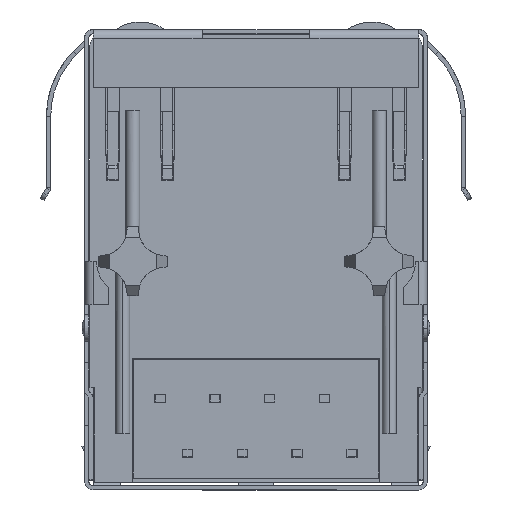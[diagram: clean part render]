
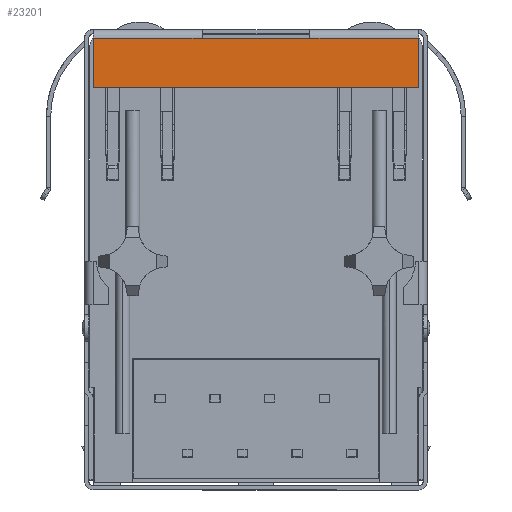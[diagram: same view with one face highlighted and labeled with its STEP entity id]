
A CAD part, front view. The second image highlights one B-rep face of the part: STEP entity #23201.
In plain terms, the highlighted planar face has unit normal (0, -1, 0).
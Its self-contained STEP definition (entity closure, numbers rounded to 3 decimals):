
#486 = VERTEX_POINT ( 'NONE', #11307 ) ;
#1568 = AXIS2_PLACEMENT_3D ( 'NONE', #43633, #36448, #32896 ) ;
#1585 = DIRECTION ( 'NONE',  ( 1., 0., 0. ) ) ;
#4313 = CARTESIAN_POINT ( 'NONE',  ( -40.474, -1.825, 9.925 ) ) ;
#5561 = DIRECTION ( 'NONE',  ( 0., 0., -1. ) ) ;
#5775 = LINE ( 'NONE', #25008, #43033 ) ;
#6106 = VERTEX_POINT ( 'NONE', #4313 ) ;
#7005 = FACE_OUTER_BOUND ( 'NONE', #7744, .T. ) ;
#7744 = EDGE_LOOP ( 'NONE', ( #22699, #34659, #24819, #20071, #10051, #22310 ) ) ;
#8710 = DIRECTION ( 'NONE',  ( 1., 0., 0. ) ) ;
#9640 = EDGE_CURVE ( 'NONE', #6106, #23703, #33778, .T. ) ;
#10051 = ORIENTED_EDGE ( 'NONE', *, *, #36904, .F. ) ;
#11307 = CARTESIAN_POINT ( 'NONE',  ( -35.424, -1.825, 9.925 ) ) ;
#14035 = CARTESIAN_POINT ( 'NONE',  ( -25.374, -1.825, 9.925 ) ) ;
#15257 = CARTESIAN_POINT ( 'NONE',  ( -25.374, -1.825, 10.325 ) ) ;
#15620 = VECTOR ( 'NONE', #28453, 1000. ) ;
#17643 = PLANE ( 'NONE',  #1568 ) ;
#20071 = ORIENTED_EDGE ( 'NONE', *, *, #39908, .T. ) ;
#21381 = LINE ( 'NONE', #38506, #46950 ) ;
#22310 = ORIENTED_EDGE ( 'NONE', *, *, #40660, .T. ) ;
#22699 = ORIENTED_EDGE ( 'NONE', *, *, #27801, .F. ) ;
#23201 = ADVANCED_FACE ( 'NONE', ( #7005 ), #17643, .T. ) ;
#23569 = VERTEX_POINT ( 'NONE', #27553 ) ;
#23703 = VERTEX_POINT ( 'NONE', #46998 ) ;
#23825 = DIRECTION ( 'NONE',  ( 0., 0., 1. ) ) ;
#24819 = ORIENTED_EDGE ( 'NONE', *, *, #35478, .T. ) ;
#25008 = CARTESIAN_POINT ( 'NONE',  ( -40.474, -1.825, 9.925 ) ) ;
#25697 = VECTOR ( 'NONE', #5561, 1000. ) ;
#26972 = LINE ( 'NONE', #46166, #35582 ) ;
#27553 = CARTESIAN_POINT ( 'NONE',  ( -30.424, -1.825, 9.925 ) ) ;
#27801 = EDGE_CURVE ( 'NONE', #6106, #486, #26972, .T. ) ;
#27844 = LINE ( 'NONE', #31971, #15620 ) ;
#28453 = DIRECTION ( 'NONE',  ( 1., 0., 0. ) ) ;
#30741 = VERTEX_POINT ( 'NONE', #14035 ) ;
#31971 = CARTESIAN_POINT ( 'NONE',  ( -40.474, -1.825, 7.625 ) ) ;
#32896 = DIRECTION ( 'NONE',  ( 1., 0., 0. ) ) ;
#33778 = LINE ( 'NONE', #42981, #25697 ) ;
#34659 = ORIENTED_EDGE ( 'NONE', *, *, #9640, .T. ) ;
#35478 = EDGE_CURVE ( 'NONE', #23703, #39222, #27844, .T. ) ;
#35582 = VECTOR ( 'NONE', #1585, 1000. ) ;
#36448 = DIRECTION ( 'NONE',  ( 0., -1., 0. ) ) ;
#36904 = EDGE_CURVE ( 'NONE', #23569, #30741, #21381, .T. ) ;
#37306 = VECTOR ( 'NONE', #23825, 1000. ) ;
#38506 = CARTESIAN_POINT ( 'NONE',  ( -25.374, -1.825, 9.925 ) ) ;
#39222 = VERTEX_POINT ( 'NONE', #40971 ) ;
#39908 = EDGE_CURVE ( 'NONE', #39222, #30741, #41383, .T. ) ;
#40660 = EDGE_CURVE ( 'NONE', #23569, #486, #5775, .T. ) ;
#40971 = CARTESIAN_POINT ( 'NONE',  ( -25.374, -1.825, 7.625 ) ) ;
#41383 = LINE ( 'NONE', #15257, #37306 ) ;
#42981 = CARTESIAN_POINT ( 'NONE',  ( -40.474, -1.825, 10.325 ) ) ;
#43033 = VECTOR ( 'NONE', #43652, 1000. ) ;
#43633 = CARTESIAN_POINT ( 'NONE',  ( -40.474, -1.825, 10.325 ) ) ;
#43652 = DIRECTION ( 'NONE',  ( -1., 0., 0. ) ) ;
#46166 = CARTESIAN_POINT ( 'NONE',  ( -25.374, -1.825, 9.925 ) ) ;
#46950 = VECTOR ( 'NONE', #8710, 1000. ) ;
#46998 = CARTESIAN_POINT ( 'NONE',  ( -40.474, -1.825, 7.625 ) ) ;
